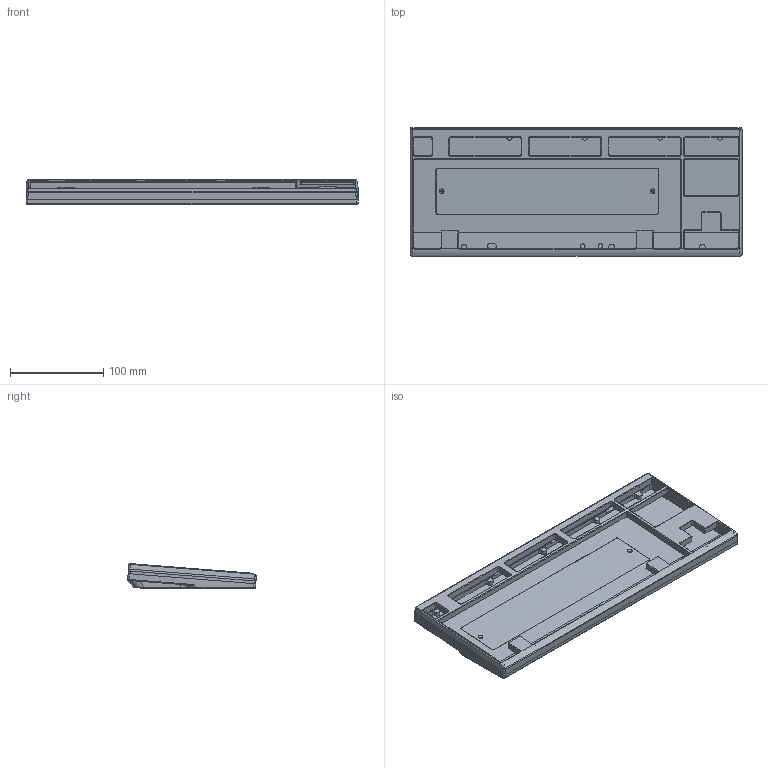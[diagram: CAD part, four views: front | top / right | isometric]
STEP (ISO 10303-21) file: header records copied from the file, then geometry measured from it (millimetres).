
FILE_DESCRIPTION(/* description */ (''),/* implementation_level */ '2;1');
FILE_NAME(/* name */ 'JingTKL_V1.2.step',/* time_stamp */ '2022-04-30T22:52:19+07:00',/* author */ (''),/* organization */ (''),/* preprocessor_version */ 'ST-DEVELOPER v18.1',/* originating_system */ 'Autodesk Translation Framework v10.14.0.1471',/* authorisation */ '');
FILE_SCHEMA (('AUTOMOTIVE_DESIGN { 1 0 10303 214 3 1 1 }'));
Length unit declared in the file: millimetre
Products named in the file (4): (Unsaved); 6063 top; 6063 bottom; internal brass sheet
Assembly tree (3 placements, depth 2):
  (Unsaved)
    6063 top
    6063 bottom
    internal brass sheet
Bounding box: 356.64 x 138.26 x 26.7 mm (x, y, z)
Volume: 339602.2 mm3; surface area: 189504 mm2
Topology: 3 solids, 3 shells, 623 faces, 1641 edges, 1051 vertices
Faces by surface type: cylinder 308, plane 241, torus 46, bspline 22, cone 6
Full cylindrical faces by diameter (mm): 2.075 x11, 2.529 x8, 3 x7, 4 x4, 4.2 x4, 8 x4
Entity records: 20129 total; most frequent: CARTESIAN_POINT 4041, DIRECTION 3530, ORIENTED_EDGE 3282, EDGE_CURVE 1641, AXIS2_PLACEMENT_3D 1303, VERTEX_POINT 1051, LINE 924, VECTOR 924
